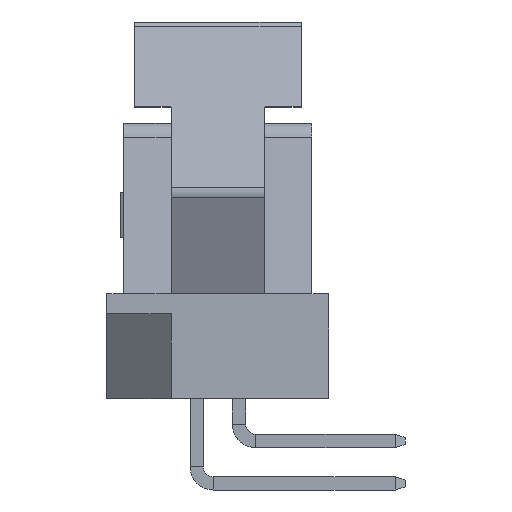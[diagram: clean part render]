
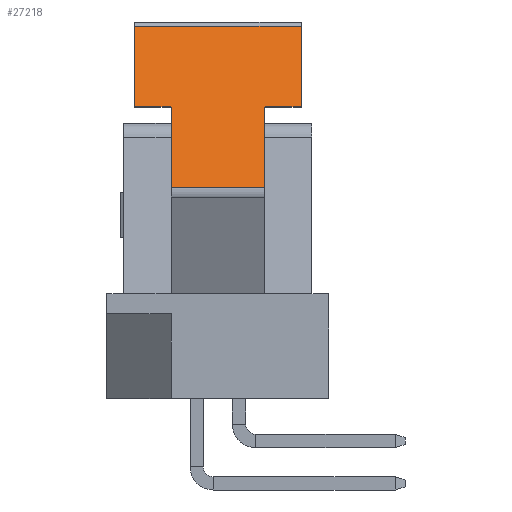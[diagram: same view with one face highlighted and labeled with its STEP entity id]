
A CAD part, left-side view. The second image highlights one B-rep face of the part: STEP entity #27218.
In plain terms, the highlighted planar face has unit normal (-0.936, 0, 0.351).
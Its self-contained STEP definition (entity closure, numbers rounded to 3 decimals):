
#25809=CARTESIAN_POINT('',(-13.776,-1.4,5.6));
#25810=VERTEX_POINT('',#25809);
#25817=CARTESIAN_POINT('',(-14.681,-1.4,3.188));
#25818=VERTEX_POINT('',#25817);
#25819=CARTESIAN_POINT('',(-13.776,-1.4,5.6));
#25820=DIRECTION('',(-0.351,0.,-0.936));
#25821=VECTOR('',#25820,2.576);
#25822=LINE('',#25819,#25821);
#25823=EDGE_CURVE('',#25810,#25818,#25822,.T.);
#27139=CARTESIAN_POINT('',(-13.775,-2.5,5.604));
#27140=VERTEX_POINT('',#27139);
#27147=CARTESIAN_POINT('',(-13.775,-2.5,5.604));
#27148=DIRECTION('',(-0.001,1.,-0.003));
#27149=VECTOR('',#27148,1.1);
#27150=LINE('',#27147,#27149);
#27151=EDGE_CURVE('',#27140,#25810,#27150,.T.);
#27163=CARTESIAN_POINT('',(-13.775,0.,5.604));
#27164=DIRECTION('',(0.351,0.,0.936));
#27165=DIRECTION('',(-0.936,0.,0.351));
#27166=AXIS2_PLACEMENT_3D('',#27163,#27165,#27164);
#27167=PLANE('',#27166);
#27168=ORIENTED_EDGE('',*,*,#27151,.F.);
#27169=CARTESIAN_POINT('',(-12.869,-2.5,8.02));
#27170=VERTEX_POINT('',#27169);
#27171=CARTESIAN_POINT('',(-13.775,-2.5,5.604));
#27172=DIRECTION('',(0.351,0.,0.936));
#27173=VECTOR('',#27172,2.58);
#27174=LINE('',#27171,#27173);
#27175=EDGE_CURVE('',#27140,#27170,#27174,.T.);
#27176=ORIENTED_EDGE('',*,*,#27175,.T.);
#27177=CARTESIAN_POINT('',(-12.869,2.5,8.02));
#27178=VERTEX_POINT('',#27177);
#27179=CARTESIAN_POINT('',(-12.869,-2.5,8.02));
#27180=DIRECTION('',(0.,1.,0.));
#27181=VECTOR('',#27180,5.);
#27182=LINE('',#27179,#27181);
#27183=EDGE_CURVE('',#27170,#27178,#27182,.T.);
#27184=ORIENTED_EDGE('',*,*,#27183,.T.);
#27185=CARTESIAN_POINT('',(-13.775,2.5,5.604));
#27186=VERTEX_POINT('',#27185);
#27187=CARTESIAN_POINT('',(-12.869,2.5,8.02));
#27188=DIRECTION('',(-0.351,0.,-0.936));
#27189=VECTOR('',#27188,2.58);
#27190=LINE('',#27187,#27189);
#27191=EDGE_CURVE('',#27178,#27186,#27190,.T.);
#27192=ORIENTED_EDGE('',*,*,#27191,.T.);
#27193=CARTESIAN_POINT('',(-13.776,1.4,5.6));
#27194=VERTEX_POINT('',#27193);
#27195=CARTESIAN_POINT('',(-13.776,1.4,5.6));
#27196=DIRECTION('',(0.001,1.,0.003));
#27197=VECTOR('',#27196,1.1);
#27198=LINE('',#27195,#27197);
#27199=EDGE_CURVE('',#27194,#27186,#27198,.T.);
#27200=ORIENTED_EDGE('',*,*,#27199,.F.);
#27201=CARTESIAN_POINT('',(-14.681,1.4,3.188));
#27202=VERTEX_POINT('',#27201);
#27203=CARTESIAN_POINT('',(-14.681,1.4,3.188));
#27204=DIRECTION('',(0.351,0.,0.936));
#27205=VECTOR('',#27204,2.576);
#27206=LINE('',#27203,#27205);
#27207=EDGE_CURVE('',#27202,#27194,#27206,.T.);
#27208=ORIENTED_EDGE('',*,*,#27207,.F.);
#27209=CARTESIAN_POINT('',(-14.681,-1.4,3.188));
#27210=DIRECTION('',(0.,1.,0.));
#27211=VECTOR('',#27210,2.8);
#27212=LINE('',#27209,#27211);
#27213=EDGE_CURVE('',#25818,#27202,#27212,.T.);
#27214=ORIENTED_EDGE('',*,*,#27213,.F.);
#27215=ORIENTED_EDGE('',*,*,#25823,.F.);
#27216=EDGE_LOOP('',(#27168,#27176,#27184,#27192,#27200,#27208,#27214,#27215));
#27217=FACE_OUTER_BOUND('',#27216,.T.);
#27218=ADVANCED_FACE('',(#27217),#27167,.T.);
